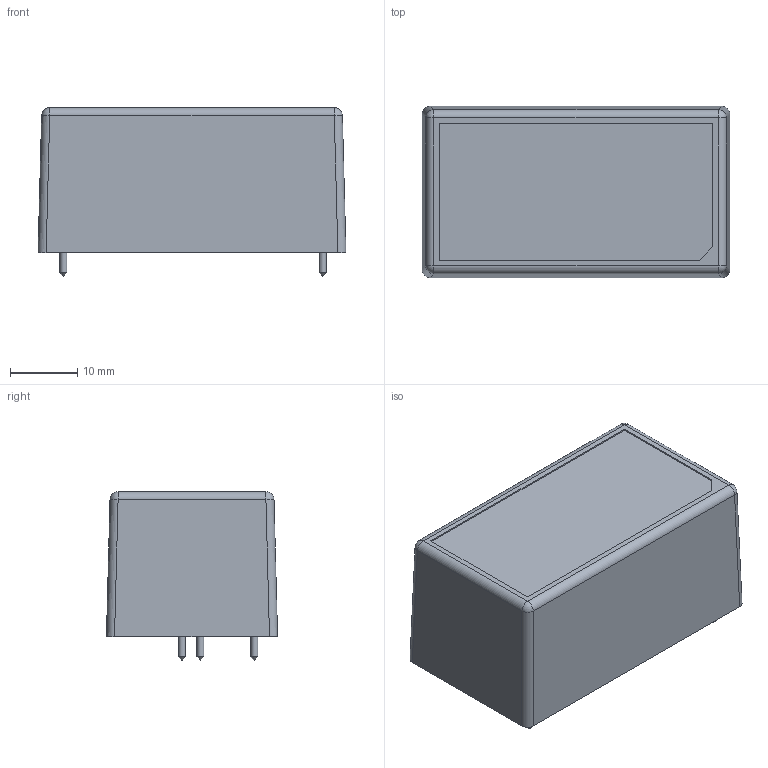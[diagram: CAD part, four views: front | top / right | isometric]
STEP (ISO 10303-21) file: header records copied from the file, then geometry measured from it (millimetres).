
FILE_DESCRIPTION(/* description */ (''),/* implementation_level */ '2;1');
FILE_NAME(/* name */ 'MeanWell IRM-10.step',/* time_stamp */ '2024-03-15T12:02:09Z',/* author */ (''),/* organization */ (''),/* preprocessor_version */ 'ST-DEVELOPER v20',/* originating_system */ 'Autodesk Translation Framework v12.20.1.177',/* authorisation */ '');
FILE_SCHEMA (('AUTOMOTIVE_DESIGN { 1 0 10303 214 3 1 1 }'));
Length unit declared in the file: millimetre
Products named in the file (2): MeanWell IRM-10; Component9
Assembly tree (1 placements, depth 2):
  MeanWell IRM-10
    Component9
Bounding box: 45.7 x 25.4 x 25 mm (x, y, z)
Volume: 6517.3 mm3; surface area: 12119.9 mm2
Topology: 1 solids, 1 shells, 229 faces, 596 edges, 380 vertices
Faces by surface type: plane 118, cylinder 69, bspline 26, cone 8, sphere 8
Full cylindrical faces by diameter (mm): 1.04 x8, 1.4 x4, 1.8 x4
Entity records: 9713 total; most frequent: CARTESIAN_POINT 4066, ORIENTED_EDGE 1176, DIRECTION 1128, EDGE_CURVE 588, LINE 392, VECTOR 392, VERTEX_POINT 380, AXIS2_PLACEMENT_3D 368
